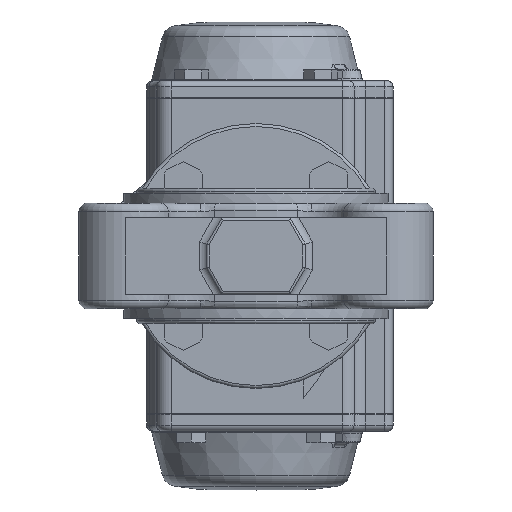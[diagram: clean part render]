
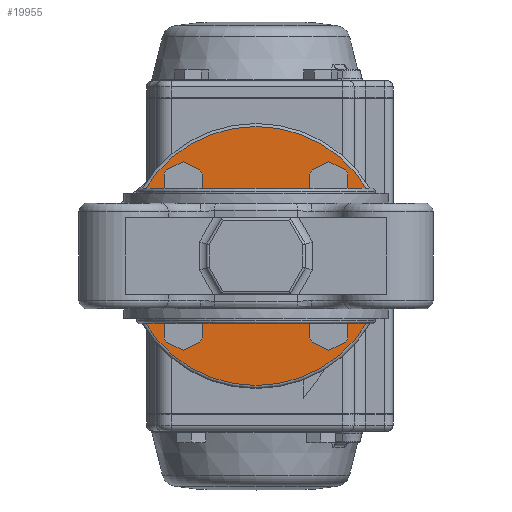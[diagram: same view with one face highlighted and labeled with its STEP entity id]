
A CAD part, front view. The second image highlights one B-rep face of the part: STEP entity #19955.
In plain terms, the highlighted planar face has unit normal (0, -1, 0).
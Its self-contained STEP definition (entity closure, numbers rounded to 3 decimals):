
#662=PLANE('',#22487);
#1634=LINE('',#36410,#2818);
#1635=LINE('',#36413,#2819);
#1636=LINE('',#36415,#2820);
#1637=LINE('',#36417,#2821);
#1638=LINE('',#36419,#2822);
#1639=LINE('',#36421,#2823);
#1640=LINE('',#36423,#2824);
#1641=LINE('',#36425,#2825);
#2818=VECTOR('',#27077,1000.);
#2819=VECTOR('',#27078,1000.);
#2820=VECTOR('',#27079,1000.);
#2821=VECTOR('',#27080,1000.);
#2822=VECTOR('',#27081,1000.);
#2823=VECTOR('',#27082,1000.);
#2824=VECTOR('',#27083,1000.);
#2825=VECTOR('',#27084,1000.);
#7582=ORIENTED_EDGE('',*,*,#11652,.T.);
#7583=ORIENTED_EDGE('',*,*,#11653,.T.);
#7584=ORIENTED_EDGE('',*,*,#11654,.T.);
#7585=ORIENTED_EDGE('',*,*,#11655,.T.);
#7586=ORIENTED_EDGE('',*,*,#11656,.T.);
#7587=ORIENTED_EDGE('',*,*,#11657,.T.);
#7588=ORIENTED_EDGE('',*,*,#11658,.T.);
#7589=ORIENTED_EDGE('',*,*,#11659,.T.);
#7590=ORIENTED_EDGE('',*,*,#11660,.T.);
#7591=ORIENTED_EDGE('',*,*,#11661,.T.);
#7592=ORIENTED_EDGE('',*,*,#11662,.T.);
#7593=ORIENTED_EDGE('',*,*,#11663,.T.);
#7594=ORIENTED_EDGE('',*,*,#11664,.T.);
#11652=EDGE_CURVE('',#13934,#13934,#15389,.F.);
#11653=EDGE_CURVE('',#13935,#13936,#1634,.F.);
#11654=EDGE_CURVE('',#13936,#13937,#1635,.F.);
#11655=EDGE_CURVE('',#13937,#13938,#1636,.F.);
#11656=EDGE_CURVE('',#13938,#13939,#1637,.F.);
#11657=EDGE_CURVE('',#13939,#13940,#1638,.F.);
#11658=EDGE_CURVE('',#13940,#13941,#1639,.T.);
#11659=EDGE_CURVE('',#13941,#13942,#1640,.F.);
#11660=EDGE_CURVE('',#13942,#13935,#1641,.F.);
#11661=EDGE_CURVE('',#13943,#13943,#15390,.T.);
#11662=EDGE_CURVE('',#13944,#13944,#15391,.T.);
#11663=EDGE_CURVE('',#13945,#13945,#15392,.T.);
#11664=EDGE_CURVE('',#13946,#13946,#15393,.T.);
#13934=VERTEX_POINT('',#36409);
#13935=VERTEX_POINT('',#36411);
#13936=VERTEX_POINT('',#36412);
#13937=VERTEX_POINT('',#36414);
#13938=VERTEX_POINT('',#36416);
#13939=VERTEX_POINT('',#36418);
#13940=VERTEX_POINT('',#36420);
#13941=VERTEX_POINT('',#36422);
#13942=VERTEX_POINT('',#36424);
#13943=VERTEX_POINT('',#36427);
#13944=VERTEX_POINT('',#36429);
#13945=VERTEX_POINT('',#36431);
#13946=VERTEX_POINT('',#36433);
#15389=CIRCLE('',#22488,44.);
#15390=CIRCLE('',#22489,5.);
#15391=CIRCLE('',#22490,5.);
#15392=CIRCLE('',#22491,5.);
#15393=CIRCLE('',#22492,5.);
#16599=EDGE_LOOP('',(#7582));
#16600=EDGE_LOOP('',(#7583,#7584,#7585,#7586,#7587,#7588,#7589,#7590));
#16601=EDGE_LOOP('',(#7591));
#16602=EDGE_LOOP('',(#7592));
#16603=EDGE_LOOP('',(#7593));
#16604=EDGE_LOOP('',(#7594));
#18189=FACE_BOUND('',#16599,.T.);
#18190=FACE_BOUND('',#16600,.T.);
#18191=FACE_BOUND('',#16601,.T.);
#18192=FACE_BOUND('',#16602,.T.);
#18193=FACE_BOUND('',#16603,.T.);
#18194=FACE_BOUND('',#16604,.T.);
#19955=ADVANCED_FACE('',(#18189,#18190,#18191,#18192,#18193,#18194),#662,
 .F.);
#22487=AXIS2_PLACEMENT_3D('',#36407,#27073,#27074);
#22488=AXIS2_PLACEMENT_3D('',#36408,#27075,#27076);
#22489=AXIS2_PLACEMENT_3D('',#36426,#27085,#27086);
#22490=AXIS2_PLACEMENT_3D('',#36428,#27087,#27088);
#22491=AXIS2_PLACEMENT_3D('',#36430,#27089,#27090);
#22492=AXIS2_PLACEMENT_3D('',#36432,#27091,#27092);
#27073=DIRECTION('',(0.,1.,0.));
#27074=DIRECTION('',(0.,0.,1.));
#27075=DIRECTION('',(0.,1.,0.));
#27076=DIRECTION('',(0.,0.,1.));
#27077=DIRECTION('',(-0.5,0.,-0.866));
#27078=DIRECTION('',(-1.,0.,0.));
#27079=DIRECTION('',(-0.5,0.,0.866));
#27080=DIRECTION('',(0.,0.,1.));
#27081=DIRECTION('',(0.5,0.,0.866));
#27082=DIRECTION('',(-1.,0.,0.));
#27083=DIRECTION('',(0.5,0.,-0.866));
#27084=DIRECTION('',(0.,0.,-1.));
#27085=DIRECTION('',(0.,1.,0.));
#27086=DIRECTION('',(0.,0.,1.));
#27087=DIRECTION('',(0.,1.,0.));
#27088=DIRECTION('',(0.,0.,1.));
#27089=DIRECTION('',(0.,1.,0.));
#27090=DIRECTION('',(0.,0.,1.));
#27091=DIRECTION('',(0.,1.,0.));
#27092=DIRECTION('',(0.,0.,1.));
#36407=CARTESIAN_POINT('',(0.,129.,0.));
#36408=CARTESIAN_POINT('',(0.,129.,0.));
#36409=CARTESIAN_POINT('',(0.,129.,44.));
#36410=CARTESIAN_POINT('',(-16.705,129.,9.645));
#36411=CARTESIAN_POINT('',(-19.5,129.,4.804));
#36412=CARTESIAN_POINT('',(-13.036,129.,16.));
#36413=CARTESIAN_POINT('',(0.,129.,16.));
#36414=CARTESIAN_POINT('',(13.036,129.,16.));
#36415=CARTESIAN_POINT('',(16.705,129.,9.645));
#36416=CARTESIAN_POINT('',(19.5,129.,4.804));
#36417=CARTESIAN_POINT('',(19.5,129.,0.));
#36418=CARTESIAN_POINT('',(19.5,129.,-4.804));
#36419=CARTESIAN_POINT('',(16.705,129.,-9.645));
#36420=CARTESIAN_POINT('',(13.036,129.,-16.));
#36421=CARTESIAN_POINT('',(-11.304,129.,-16.));
#36422=CARTESIAN_POINT('',(-13.036,129.,-16.));
#36423=CARTESIAN_POINT('',(-16.705,129.,-9.645));
#36424=CARTESIAN_POINT('',(-19.5,129.,-4.804));
#36425=CARTESIAN_POINT('',(-19.5,129.,0.));
#36426=CARTESIAN_POINT('',(-24.749,129.,24.749));
#36427=CARTESIAN_POINT('',(-24.749,129.,29.749));
#36428=CARTESIAN_POINT('',(24.749,129.,24.749));
#36429=CARTESIAN_POINT('',(24.749,129.,29.749));
#36430=CARTESIAN_POINT('',(24.749,129.,-24.749));
#36431=CARTESIAN_POINT('',(24.749,129.,-19.749));
#36432=CARTESIAN_POINT('',(-24.749,129.,-24.749));
#36433=CARTESIAN_POINT('',(-24.749,129.,-19.749));
